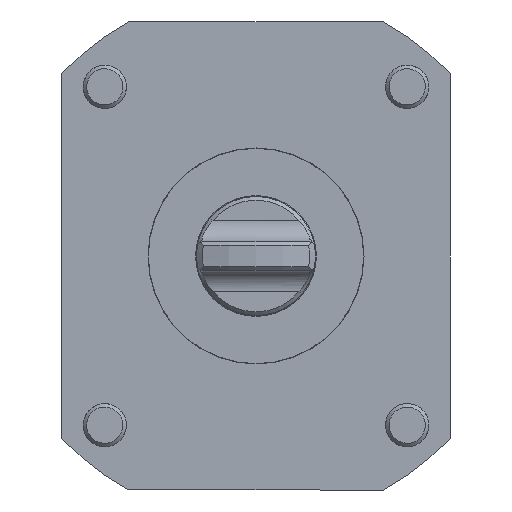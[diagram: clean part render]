
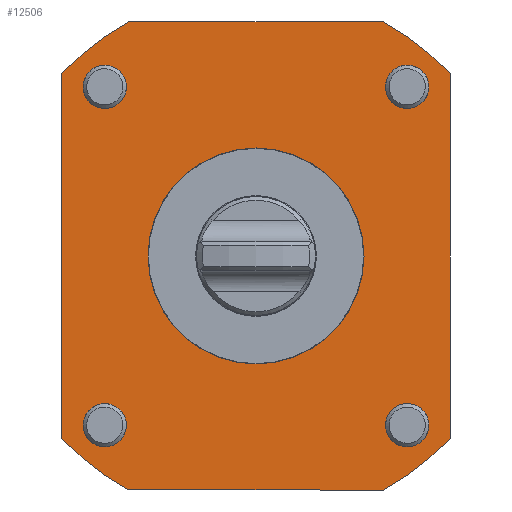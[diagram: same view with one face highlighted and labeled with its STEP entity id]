
A CAD part, front view. The second image highlights one B-rep face of the part: STEP entity #12506.
In plain terms, the highlighted planar face has unit normal (0, -1, 0).
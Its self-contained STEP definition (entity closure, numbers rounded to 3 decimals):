
#468 = ORIENTED_EDGE ( 'NONE', *, *, #12364, .F. ) ;
#476 = AXIS2_PLACEMENT_3D ( 'NONE', #10677, #21098, #23282 ) ;
#1093 = ORIENTED_EDGE ( 'NONE', *, *, #12366, .T. ) ;
#1256 = DIRECTION ( 'NONE',  ( -1., 0., 0. ) ) ;
#1516 = DIRECTION ( 'NONE',  ( 0., 1., 0. ) ) ;
#1929 = VERTEX_POINT ( 'NONE', #23978 ) ;
#2012 = ORIENTED_EDGE ( 'NONE', *, *, #19354, .F. ) ;
#2088 = CIRCLE ( 'NONE', #5866, 29.935 ) ;
#2401 = DIRECTION ( 'NONE',  ( 0., 0., 1. ) ) ;
#2406 = LINE ( 'NONE', #18709, #7470 ) ;
#2972 = VERTEX_POINT ( 'NONE', #25548 ) ;
#3754 = CARTESIAN_POINT ( 'NONE',  ( 54., 0., 0. ) ) ;
#4345 = EDGE_LOOP ( 'NONE', ( #6405 ) ) ;
#4625 = AXIS2_PLACEMENT_3D ( 'NONE', #20804, #18809, #10893 ) ;
#4900 = VERTEX_POINT ( 'NONE', #5455 ) ;
#4976 = CARTESIAN_POINT ( 'NONE',  ( 42., 0., -47. ) ) ;
#4999 = DIRECTION ( 'NONE',  ( 0., -1., 0. ) ) ;
#5019 = EDGE_LOOP ( 'NONE', ( #468 ) ) ;
#5163 = AXIS2_PLACEMENT_3D ( 'NONE', #16004, #11909, #19971 ) ;
#5455 = CARTESIAN_POINT ( 'NONE',  ( -54., 0., -50.596 ) ) ;
#5491 = DIRECTION ( 'NONE',  ( 0., 0., 1. ) ) ;
#5710 = DIRECTION ( 'NONE',  ( 1., 0., 0. ) ) ;
#5714 = DIRECTION ( 'NONE',  ( 1., 0., 0. ) ) ;
#5866 = AXIS2_PLACEMENT_3D ( 'NONE', #11240, #1516, #1256 ) ;
#6001 = VERTEX_POINT ( 'NONE', #16252 ) ;
#6264 = FACE_BOUND ( 'NONE', #20504, .T. ) ;
#6405 = ORIENTED_EDGE ( 'NONE', *, *, #10741, .F. ) ;
#6472 = EDGE_CURVE ( 'NONE', #26042, #2972, #13110, .T. ) ;
#6524 = VERTEX_POINT ( 'NONE', #22542 ) ;
#6555 = CARTESIAN_POINT ( 'NONE',  ( -35.369, 0., 65. ) ) ;
#6742 = AXIS2_PLACEMENT_3D ( 'NONE', #25118, #4999, #22874 ) ;
#6815 = ORIENTED_EDGE ( 'NONE', *, *, #8682, .F. ) ;
#6931 = CARTESIAN_POINT ( 'NONE',  ( -35.369, 0., -65. ) ) ;
#7441 = DIRECTION ( 'NONE',  ( 0., -1., 0. ) ) ;
#7470 = VECTOR ( 'NONE', #24881, 1000. ) ;
#7813 = CARTESIAN_POINT ( 'NONE',  ( -42., 0., 47. ) ) ;
#7833 = FACE_BOUND ( 'NONE', #5019, .T. ) ;
#8157 = ORIENTED_EDGE ( 'NONE', *, *, #9776, .T. ) ;
#8371 = FACE_BOUND ( 'NONE', #4345, .T. ) ;
#8682 = EDGE_CURVE ( 'NONE', #6001, #6001, #10172, .T. ) ;
#9338 = AXIS2_PLACEMENT_3D ( 'NONE', #4976, #21046, #11011 ) ;
#9379 = EDGE_CURVE ( 'NONE', #21874, #16350, #17216, .T. ) ;
#9406 = CARTESIAN_POINT ( 'NONE',  ( 42., 0., 47. ) ) ;
#9484 = CARTESIAN_POINT ( 'NONE',  ( 35.369, 0., 65. ) ) ;
#9500 = VERTEX_POINT ( 'NONE', #6931 ) ;
#9776 = EDGE_CURVE ( 'NONE', #4900, #9500, #18462, .T. ) ;
#10012 = VECTOR ( 'NONE', #19365, 1000. ) ;
#10022 = DIRECTION ( 'NONE',  ( 0., 0., 1. ) ) ;
#10172 = CIRCLE ( 'NONE', #11431, 6. ) ;
#10673 = CARTESIAN_POINT ( 'NONE',  ( 54., 0., -50.596 ) ) ;
#10677 = CARTESIAN_POINT ( 'NONE',  ( 0., 0., 0. ) ) ;
#10741 = EDGE_CURVE ( 'NONE', #1929, #1929, #19782, .T. ) ;
#10893 = DIRECTION ( 'NONE',  ( 0., 0., 1. ) ) ;
#11011 = DIRECTION ( 'NONE',  ( 1., 0., 0. ) ) ;
#11168 = ORIENTED_EDGE ( 'NONE', *, *, #24872, .F. ) ;
#11240 = CARTESIAN_POINT ( 'NONE',  ( 0., 0., 0. ) ) ;
#11243 = VERTEX_POINT ( 'NONE', #21667 ) ;
#11431 = AXIS2_PLACEMENT_3D ( 'NONE', #9406, #7441, #5710 ) ;
#11541 = LINE ( 'NONE', #13408, #10012 ) ;
#11909 = DIRECTION ( 'NONE',  ( 0., -1., 0. ) ) ;
#12364 = EDGE_CURVE ( 'NONE', #15871, #15871, #17738, .T. ) ;
#12366 = EDGE_CURVE ( 'NONE', #11243, #21613, #24002, .T. ) ;
#12506 = ADVANCED_FACE ( 'Defeature completata1_4', ( #17849, #8371, #7833, #22165, #6264, #16400 ), #16258, .T. ) ;
#13110 = CIRCLE ( 'NONE', #476, 74. ) ;
#13408 = CARTESIAN_POINT ( 'NONE',  ( 0., 0., -65. ) ) ;
#13834 = CARTESIAN_POINT ( 'NONE',  ( -54., 0., 0. ) ) ;
#13855 = LINE ( 'NONE', #3754, #20460 ) ;
#14247 = AXIS2_PLACEMENT_3D ( 'NONE', #16617, #16364, #10022 ) ;
#14248 = ORIENTED_EDGE ( 'NONE', *, *, #9379, .T. ) ;
#14289 = EDGE_LOOP ( 'NONE', ( #20917 ) ) ;
#14529 = VERTEX_POINT ( 'NONE', #24658 ) ;
#14776 = ORIENTED_EDGE ( 'NONE', *, *, #21035, .F. ) ;
#14908 = EDGE_LOOP ( 'NONE', ( #14776 ) ) ;
#15871 = VERTEX_POINT ( 'NONE', #25986 ) ;
#15960 = CIRCLE ( 'NONE', #22657, 6. ) ;
#16004 = CARTESIAN_POINT ( 'NONE',  ( 0., 0., 0. ) ) ;
#16252 = CARTESIAN_POINT ( 'NONE',  ( 48., 0., 47. ) ) ;
#16258 = PLANE ( 'NONE',  #5163 ) ;
#16350 = VERTEX_POINT ( 'NONE', #10673 ) ;
#16364 = DIRECTION ( 'NONE',  ( 0., -1., 0. ) ) ;
#16400 = FACE_BOUND ( 'NONE', #14908, .T. ) ;
#16617 = CARTESIAN_POINT ( 'NONE',  ( 0., 0., 0. ) ) ;
#17216 = CIRCLE ( 'NONE', #4625, 74. ) ;
#17247 = CARTESIAN_POINT ( 'NONE',  ( 35.369, 0., -65. ) ) ;
#17592 = DIRECTION ( 'NONE',  ( 0., -1., 0. ) ) ;
#17738 = CIRCLE ( 'NONE', #9338, 6. ) ;
#17849 = FACE_OUTER_BOUND ( 'NONE', #21026, .T. ) ;
#18462 = CIRCLE ( 'NONE', #14247, 74. ) ;
#18663 = EDGE_CURVE ( 'NONE', #16350, #11243, #13855, .T. ) ;
#18709 = CARTESIAN_POINT ( 'NONE',  ( 0., 0., 65. ) ) ;
#18809 = DIRECTION ( 'NONE',  ( 0., -1., 0. ) ) ;
#19354 = EDGE_CURVE ( 'NONE', #26042, #21613, #2406, .T. ) ;
#19365 = DIRECTION ( 'NONE',  ( 1., 0., 0. ) ) ;
#19782 = CIRCLE ( 'NONE', #6742, 6. ) ;
#19794 = LINE ( 'NONE', #13834, #26061 ) ;
#19971 = DIRECTION ( 'NONE',  ( 0., 0., 1. ) ) ;
#20460 = VECTOR ( 'NONE', #2401, 1000. ) ;
#20504 = EDGE_LOOP ( 'NONE', ( #6815 ) ) ;
#20804 = CARTESIAN_POINT ( 'NONE',  ( 0., 0., 0. ) ) ;
#20917 = ORIENTED_EDGE ( 'NONE', *, *, #20923, .T. ) ;
#20923 = EDGE_CURVE ( 'NONE', #6524, #6524, #2088, .T. ) ;
#21026 = EDGE_LOOP ( 'NONE', ( #1093, #2012, #24222, #11168, #8157, #21682, #14248, #22660 ) ) ;
#21035 = EDGE_CURVE ( 'NONE', #14529, #14529, #15960, .T. ) ;
#21046 = DIRECTION ( 'NONE',  ( 0., -1., 0. ) ) ;
#21098 = DIRECTION ( 'NONE',  ( 0., -1., 0. ) ) ;
#21545 = AXIS2_PLACEMENT_3D ( 'NONE', #23360, #17592, #5491 ) ;
#21613 = VERTEX_POINT ( 'NONE', #9484 ) ;
#21667 = CARTESIAN_POINT ( 'NONE',  ( 54., 0., 50.596 ) ) ;
#21682 = ORIENTED_EDGE ( 'NONE', *, *, #21817, .T. ) ;
#21817 = EDGE_CURVE ( 'NONE', #9500, #21874, #11541, .T. ) ;
#21874 = VERTEX_POINT ( 'NONE', #17247 ) ;
#22165 = FACE_BOUND ( 'NONE', #14289, .T. ) ;
#22542 = CARTESIAN_POINT ( 'NONE',  ( -29.935, 0., 0. ) ) ;
#22657 = AXIS2_PLACEMENT_3D ( 'NONE', #7813, #23964, #5714 ) ;
#22660 = ORIENTED_EDGE ( 'NONE', *, *, #18663, .T. ) ;
#22874 = DIRECTION ( 'NONE',  ( 1., 0., 0. ) ) ;
#23282 = DIRECTION ( 'NONE',  ( 0., 0., 1. ) ) ;
#23360 = CARTESIAN_POINT ( 'NONE',  ( 0., 0., 0. ) ) ;
#23439 = DIRECTION ( 'NONE',  ( 0., 0., 1. ) ) ;
#23964 = DIRECTION ( 'NONE',  ( 0., -1., 0. ) ) ;
#23978 = CARTESIAN_POINT ( 'NONE',  ( -36., 0., -47. ) ) ;
#24002 = CIRCLE ( 'NONE', #21545, 74. ) ;
#24222 = ORIENTED_EDGE ( 'NONE', *, *, #6472, .T. ) ;
#24658 = CARTESIAN_POINT ( 'NONE',  ( -36., 0., 47. ) ) ;
#24872 = EDGE_CURVE ( 'NONE', #4900, #2972, #19794, .T. ) ;
#24881 = DIRECTION ( 'NONE',  ( 1., 0., 0. ) ) ;
#25118 = CARTESIAN_POINT ( 'NONE',  ( -42., 0., -47. ) ) ;
#25548 = CARTESIAN_POINT ( 'NONE',  ( -54., 0., 50.596 ) ) ;
#25986 = CARTESIAN_POINT ( 'NONE',  ( 48., 0., -47. ) ) ;
#26042 = VERTEX_POINT ( 'NONE', #6555 ) ;
#26061 = VECTOR ( 'NONE', #23439, 1000. ) ;
